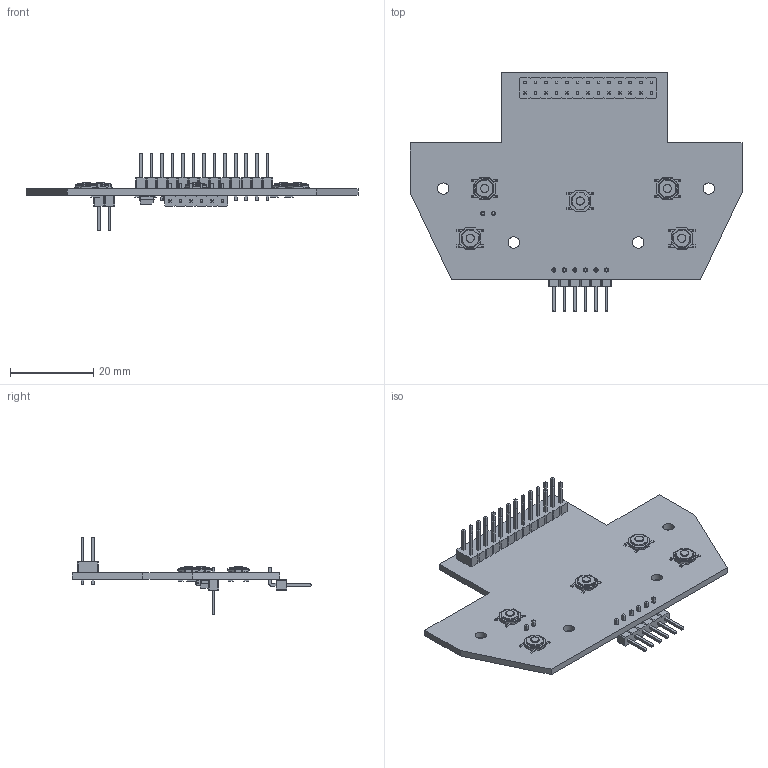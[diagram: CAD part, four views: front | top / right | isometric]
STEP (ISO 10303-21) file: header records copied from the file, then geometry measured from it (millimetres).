
FILE_DESCRIPTION(('KiCad electronic assembly'),'2;1');
FILE_NAME('buttons.step','2023-12-14T10:53:40',('Pcbnew'),('Kicad'), 'Open CASCADE STEP processor 7.7','KiCad to STEP converter','Unknown' );
FILE_SCHEMA(('AUTOMOTIVE_DESIGN { 1 0 10303 214 1 1 1 1 }'));
Length unit declared in the file: millimetre
Products named in the file (16): buttons 1; SW_SPST_TL3342; SOLID; PinHeader_2x13_P2.54mm_Vertical; R_0805_2012Metric; PinHeader_1x06_P2.54mm_Horizontal; CP_EIA-3528-21_Kemet-B; PinHeader_1x02_P2.54mm_Vertical; SOT-23-5; buttons PCB
Assembly tree (27 placements, depth 3):
  buttons 1
    SW_SPST_TL3342  x5
      SOLID
    PinHeader_2x13_P2.54mm_Vertical
      SOLID
    R_0805_2012Metric  x9
      SOLID
    PinHeader_1x06_P2.54mm_Horizontal
      SOLID
    CP_EIA-3528-21_Kemet-B
      SOLID
    PinHeader_1x02_P2.54mm_Vertical
      SOLID
    SOT-23-5
      SOLID
    buttons PCB
Bounding box: 80 x 57.66 x 18.78 mm (x, y, z)
Volume: 5732.3 mm3; surface area: 8894.8 mm2
Topology: 20 solids, 25 shells, 2175 faces, 5554 edges, 3533 vertices
Faces by surface type: plane 1726, cylinder 326, bspline 118, torus 5
Full cylindrical faces by diameter (mm): 1 x34, 2 x5, 2.7 x4
Entity records: 87033 total; most frequent: CARTESIAN_POINT 19079, DIRECTION 10940, LINE 8076, VECTOR 8076, ORIENTED_EDGE 5884, PCURVE 5884, DEFINITIONAL_REPRESENTATION 5884, EDGE_CURVE 2942
